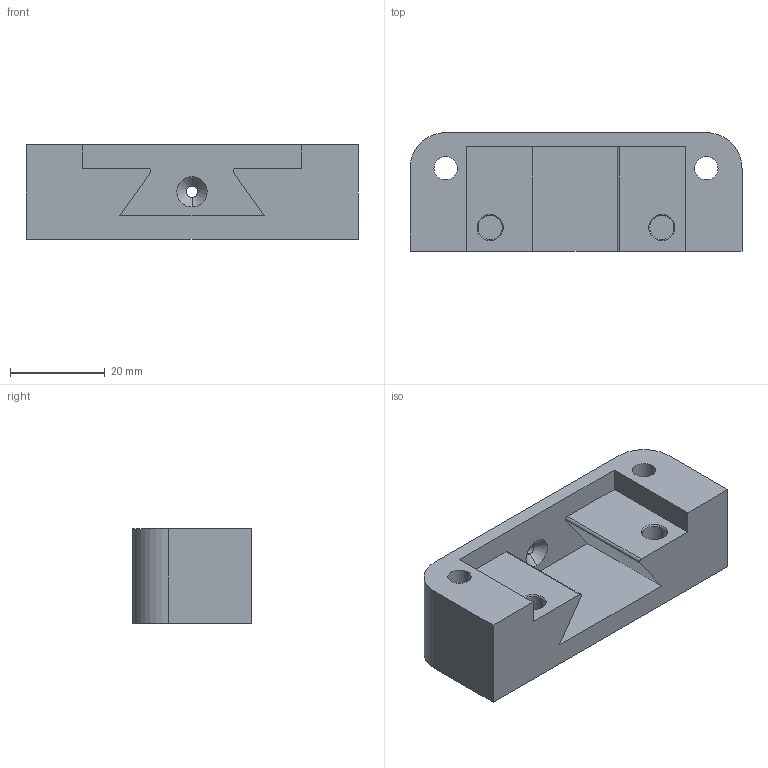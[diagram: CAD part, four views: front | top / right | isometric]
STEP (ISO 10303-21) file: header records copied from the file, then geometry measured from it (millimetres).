
FILE_DESCRIPTION (( 'STEP AP214' ), '1' );
FILE_NAME ('Dovetail_toolpost.STEP', '2020-05-01T16:42:33', ( '' ), ( '' ), 'SwSTEP 2.0', 'SolidWorks 2019', '' );
FILE_SCHEMA (( 'AUTOMOTIVE_DESIGN' ));
Length unit declared in the file: millimetre
Products named in the file (1): Dovetail_toolpost
Bounding box: 70 x 25 x 19.9 mm (x, y, z)
Volume: 22208.1 mm3; surface area: 10055.6 mm2
Topology: 1 solids, 1 shells, 66 faces, 150 edges, 94 vertices
Faces by surface type: cylinder 30, plane 22, cone 14
Entity records: 1906 total; most frequent: DIRECTION 354, CARTESIAN_POINT 311, ORIENTED_EDGE 300, EDGE_CURVE 150, AXIS2_PLACEMENT_3D 137, VERTEX_POINT 94, EDGE_LOOP 80, VECTOR 80
